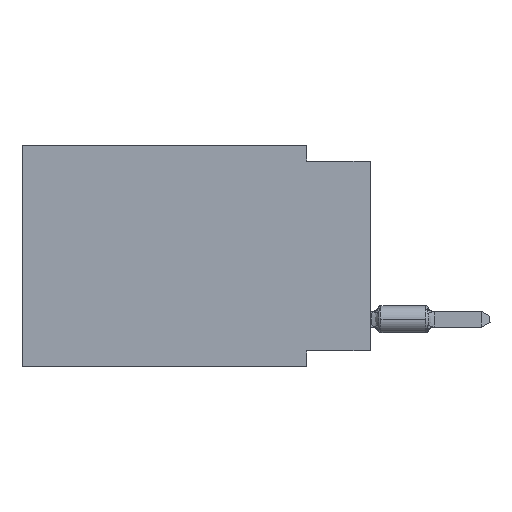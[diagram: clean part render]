
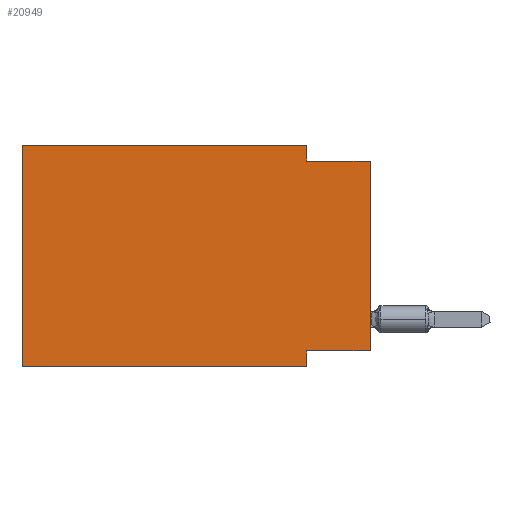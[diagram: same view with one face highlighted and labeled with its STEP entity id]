
A CAD part, left-side view. The second image highlights one B-rep face of the part: STEP entity #20949.
In plain terms, the highlighted planar face has unit normal (-1, 0, 0).
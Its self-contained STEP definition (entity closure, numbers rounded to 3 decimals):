
#146 = DIRECTION ( 'NONE',  ( 0., -1., 0. ) ) ;
#750 = AXIS2_PLACEMENT_3D ( 'NONE', #27541, #5357, #19648 ) ;
#2073 = DIRECTION ( 'NONE',  ( 0., 0., 1. ) ) ;
#2093 = ORIENTED_EDGE ( 'NONE', *, *, #8990, .F. ) ;
#2155 = DIRECTION ( 'NONE',  ( 0., 0., -1. ) ) ;
#2850 = EDGE_CURVE ( 'NONE', #12859, #20652, #3387, .T. ) ;
#3300 = LINE ( 'NONE', #7510, #20184 ) ;
#3387 = LINE ( 'NONE', #10649, #19314 ) ;
#3536 = EDGE_CURVE ( 'NONE', #9740, #23542, #29242, .T. ) ;
#4106 = ORIENTED_EDGE ( 'NONE', *, *, #3536, .T. ) ;
#4183 = EDGE_CURVE ( 'NONE', #30363, #22804, #24173, .T. ) ;
#5085 = DIRECTION ( 'NONE',  ( 0., 0., -1. ) ) ;
#5357 = DIRECTION ( 'NONE',  ( 1., 0., 0. ) ) ;
#7320 = FACE_OUTER_BOUND ( 'NONE', #12570, .T. ) ;
#7510 = CARTESIAN_POINT ( 'NONE',  ( 0., 2.54, 0. ) ) ;
#7586 = CARTESIAN_POINT ( 'NONE',  ( 0., 0., -0.635 ) ) ;
#8990 = EDGE_CURVE ( 'NONE', #20652, #13037, #22793, .T. ) ;
#9740 = VERTEX_POINT ( 'NONE', #28916 ) ;
#9861 = CARTESIAN_POINT ( 'NONE',  ( 0., 2.54, -0.635 ) ) ;
#10449 = EDGE_CURVE ( 'NONE', #13037, #12686, #3300, .T. ) ;
#10649 = CARTESIAN_POINT ( 'NONE',  ( 0., 13.97, 0. ) ) ;
#11102 = ORIENTED_EDGE ( 'NONE', *, *, #24806, .F. ) ;
#11778 = ORIENTED_EDGE ( 'NONE', *, *, #2850, .F. ) ;
#12414 = CARTESIAN_POINT ( 'NONE',  ( 0., 0., 0. ) ) ;
#12570 = EDGE_LOOP ( 'NONE', ( #4106, #11102, #18728, #2093, #11778, #24971, #22202, #28735 ) ) ;
#12686 = VERTEX_POINT ( 'NONE', #9861 ) ;
#12859 = VERTEX_POINT ( 'NONE', #18262 ) ;
#13037 = VERTEX_POINT ( 'NONE', #22511 ) ;
#13235 = EDGE_CURVE ( 'NONE', #9740, #30363, #28796, .T. ) ;
#14715 = VECTOR ( 'NONE', #27006, 1000. ) ;
#14784 = PLANE ( 'NONE',  #750 ) ;
#15248 = LINE ( 'NONE', #17684, #28264 ) ;
#16097 = CARTESIAN_POINT ( 'NONE',  ( 0., 13.97, 0. ) ) ;
#17288 = VECTOR ( 'NONE', #2073, 1000. ) ;
#17684 = CARTESIAN_POINT ( 'NONE',  ( 0., 13.97, -8.89 ) ) ;
#18262 = CARTESIAN_POINT ( 'NONE',  ( 0., 13.97, -8.89 ) ) ;
#18710 = DIRECTION ( 'NONE',  ( 0., -1., 0. ) ) ;
#18728 = ORIENTED_EDGE ( 'NONE', *, *, #10449, .F. ) ;
#18975 = CARTESIAN_POINT ( 'NONE',  ( 0., 2.54, -8.89 ) ) ;
#19314 = VECTOR ( 'NONE', #31324, 1000. ) ;
#19485 = VECTOR ( 'NONE', #18710, 1000. ) ;
#19648 = DIRECTION ( 'NONE',  ( 0., 0., -1. ) ) ;
#19866 = EDGE_CURVE ( 'NONE', #12859, #22804, #15248, .T. ) ;
#20184 = VECTOR ( 'NONE', #5085, 1000. ) ;
#20435 = DIRECTION ( 'NONE',  ( 0., -1., 0. ) ) ;
#20652 = VERTEX_POINT ( 'NONE', #16097 ) ;
#20949 = ADVANCED_FACE ( 'NONE', ( #7320 ), #14784, .F. ) ;
#22202 = ORIENTED_EDGE ( 'NONE', *, *, #4183, .F. ) ;
#22511 = CARTESIAN_POINT ( 'NONE',  ( 0., 2.54, 0. ) ) ;
#22793 = LINE ( 'NONE', #27815, #29973 ) ;
#22804 = VERTEX_POINT ( 'NONE', #23054 ) ;
#23054 = CARTESIAN_POINT ( 'NONE',  ( 0., 2.54, -8.89 ) ) ;
#23542 = VERTEX_POINT ( 'NONE', #7586 ) ;
#24173 = LINE ( 'NONE', #18975, #24608 ) ;
#24608 = VECTOR ( 'NONE', #2155, 1000. ) ;
#24806 = EDGE_CURVE ( 'NONE', #12686, #23542, #26324, .T. ) ;
#24971 = ORIENTED_EDGE ( 'NONE', *, *, #19866, .T. ) ;
#25451 = CARTESIAN_POINT ( 'NONE',  ( 0., 2.54, -8.255 ) ) ;
#26324 = LINE ( 'NONE', #29216, #19485 ) ;
#26374 = CARTESIAN_POINT ( 'NONE',  ( 0., 0., -8.255 ) ) ;
#27006 = DIRECTION ( 'NONE',  ( 0., 1., 0. ) ) ;
#27541 = CARTESIAN_POINT ( 'NONE',  ( 0., 13.97, 0. ) ) ;
#27815 = CARTESIAN_POINT ( 'NONE',  ( 0., 13.97, 0. ) ) ;
#28264 = VECTOR ( 'NONE', #20435, 1000. ) ;
#28735 = ORIENTED_EDGE ( 'NONE', *, *, #13235, .F. ) ;
#28796 = LINE ( 'NONE', #26374, #14715 ) ;
#28916 = CARTESIAN_POINT ( 'NONE',  ( 0., 0., -8.255 ) ) ;
#29216 = CARTESIAN_POINT ( 'NONE',  ( 0., 0., -0.635 ) ) ;
#29242 = LINE ( 'NONE', #12414, #17288 ) ;
#29973 = VECTOR ( 'NONE', #146, 1000. ) ;
#30363 = VERTEX_POINT ( 'NONE', #25451 ) ;
#31324 = DIRECTION ( 'NONE',  ( 0., 0., 1. ) ) ;
